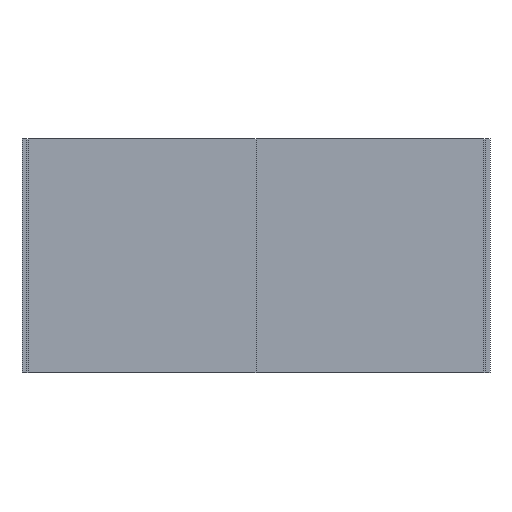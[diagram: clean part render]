
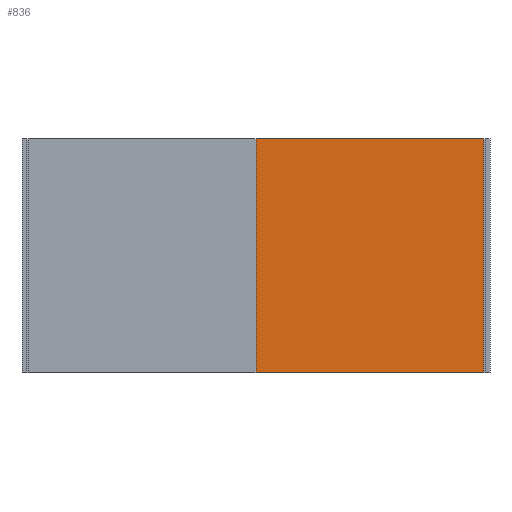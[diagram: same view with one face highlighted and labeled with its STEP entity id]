
A CAD part, front view. The second image highlights one B-rep face of the part: STEP entity #836.
In plain terms, the highlighted planar face has unit normal (0, -1, 0).
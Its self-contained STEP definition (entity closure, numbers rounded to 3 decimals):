
#59 = PLANE('',#60);
#60 = AXIS2_PLACEMENT_3D('',#61,#62,#63);
#61 = CARTESIAN_POINT('',(0.,-4.864,328.86));
#62 = DIRECTION('',(-1.,0.,0.));
#63 = DIRECTION('',(0.,1.,0.));
#87 = PLANE('',#88);
#88 = AXIS2_PLACEMENT_3D('',#89,#90,#91);
#89 = CARTESIAN_POINT('',(0.,1.621,1242.36));
#90 = DIRECTION('',(0.,0.,-1.));
#91 = DIRECTION('',(-1.,0.,-0.));
#141 = PLANE('',#142);
#142 = AXIS2_PLACEMENT_3D('',#143,#144,#145);
#143 = CARTESIAN_POINT('',(0.,1.621,328.86));
#144 = DIRECTION('',(0.,0.,-1.));
#145 = DIRECTION('',(-1.,0.,-0.));
#728 = PLANE('',#729);
#729 = AXIS2_PLACEMENT_3D('',#730,#731,#732);
#730 = CARTESIAN_POINT('',(889.046,-11.348,328.86));
#731 = DIRECTION('',(-1.,0.,0.));
#732 = DIRECTION('',(0.,1.,0.));
#766 = VERTEX_POINT('',#767);
#767 = CARTESIAN_POINT('',(889.046,-4.864,1242.36));
#788 = EDGE_CURVE('',#789,#766,#791,.T.);
#789 = VERTEX_POINT('',#790);
#790 = CARTESIAN_POINT('',(889.046,-4.864,328.86));
#791 = SURFACE_CURVE('',#792,(#796,#803),.PCURVE_S1.);
#792 = LINE('',#793,#794);
#793 = CARTESIAN_POINT('',(889.046,-4.864,328.86));
#794 = VECTOR('',#795,1.);
#795 = DIRECTION('',(0.,0.,1.));
#796 = PCURVE('',#728,#797);
#797 = DEFINITIONAL_REPRESENTATION('',(#798),#802);
#798 = LINE('',#799,#800);
#799 = CARTESIAN_POINT('',(6.485,0.));
#800 = VECTOR('',#801,1.);
#801 = DIRECTION('',(0.,-1.));
#802 = ( GEOMETRIC_REPRESENTATION_CONTEXT(2) 
PARAMETRIC_REPRESENTATION_CONTEXT() REPRESENTATION_CONTEXT('2D SPACE',''
  ) );
#803 = PCURVE('',#804,#809);
#804 = PLANE('',#805);
#805 = AXIS2_PLACEMENT_3D('',#806,#807,#808);
#806 = CARTESIAN_POINT('',(889.046,-4.864,328.86));
#807 = DIRECTION('',(0.,-1.,0.));
#808 = DIRECTION('',(-1.,0.,0.));
#809 = DEFINITIONAL_REPRESENTATION('',(#810),#814);
#810 = LINE('',#811,#812);
#811 = CARTESIAN_POINT('',(0.,-0.));
#812 = VECTOR('',#813,1.);
#813 = DIRECTION('',(0.,-1.));
#814 = ( GEOMETRIC_REPRESENTATION_CONTEXT(2) 
PARAMETRIC_REPRESENTATION_CONTEXT() REPRESENTATION_CONTEXT('2D SPACE',''
  ) );
#836 = ADVANCED_FACE('',(#837),#804,.T.);
#837 = FACE_BOUND('',#838,.T.);
#838 = EDGE_LOOP('',(#839,#840,#863,#886));
#839 = ORIENTED_EDGE('',*,*,#788,.T.);
#840 = ORIENTED_EDGE('',*,*,#841,.T.);
#841 = EDGE_CURVE('',#766,#842,#844,.T.);
#842 = VERTEX_POINT('',#843);
#843 = CARTESIAN_POINT('',(0.,-4.864,1242.36));
#844 = SURFACE_CURVE('',#845,(#849,#856),.PCURVE_S1.);
#845 = LINE('',#846,#847);
#846 = CARTESIAN_POINT('',(889.046,-4.864,1242.36));
#847 = VECTOR('',#848,1.);
#848 = DIRECTION('',(-1.,0.,0.));
#849 = PCURVE('',#804,#850);
#850 = DEFINITIONAL_REPRESENTATION('',(#851),#855);
#851 = LINE('',#852,#853);
#852 = CARTESIAN_POINT('',(0.,-913.5));
#853 = VECTOR('',#854,1.);
#854 = DIRECTION('',(1.,0.));
#855 = ( GEOMETRIC_REPRESENTATION_CONTEXT(2) 
PARAMETRIC_REPRESENTATION_CONTEXT() REPRESENTATION_CONTEXT('2D SPACE',''
  ) );
#856 = PCURVE('',#87,#857);
#857 = DEFINITIONAL_REPRESENTATION('',(#858),#862);
#858 = LINE('',#859,#860);
#859 = CARTESIAN_POINT('',(-889.046,-6.485));
#860 = VECTOR('',#861,1.);
#861 = DIRECTION('',(1.,0.));
#862 = ( GEOMETRIC_REPRESENTATION_CONTEXT(2) 
PARAMETRIC_REPRESENTATION_CONTEXT() REPRESENTATION_CONTEXT('2D SPACE',''
  ) );
#863 = ORIENTED_EDGE('',*,*,#864,.F.);
#864 = EDGE_CURVE('',#865,#842,#867,.T.);
#865 = VERTEX_POINT('',#866);
#866 = CARTESIAN_POINT('',(0.,-4.864,328.86));
#867 = SURFACE_CURVE('',#868,(#872,#879),.PCURVE_S1.);
#868 = LINE('',#869,#870);
#869 = CARTESIAN_POINT('',(0.,-4.864,328.86));
#870 = VECTOR('',#871,1.);
#871 = DIRECTION('',(0.,0.,1.));
#872 = PCURVE('',#804,#873);
#873 = DEFINITIONAL_REPRESENTATION('',(#874),#878);
#874 = LINE('',#875,#876);
#875 = CARTESIAN_POINT('',(889.046,0.));
#876 = VECTOR('',#877,1.);
#877 = DIRECTION('',(0.,-1.));
#878 = ( GEOMETRIC_REPRESENTATION_CONTEXT(2) 
PARAMETRIC_REPRESENTATION_CONTEXT() REPRESENTATION_CONTEXT('2D SPACE',''
  ) );
#879 = PCURVE('',#59,#880);
#880 = DEFINITIONAL_REPRESENTATION('',(#881),#885);
#881 = LINE('',#882,#883);
#882 = CARTESIAN_POINT('',(0.,0.));
#883 = VECTOR('',#884,1.);
#884 = DIRECTION('',(0.,-1.));
#885 = ( GEOMETRIC_REPRESENTATION_CONTEXT(2) 
PARAMETRIC_REPRESENTATION_CONTEXT() REPRESENTATION_CONTEXT('2D SPACE',''
  ) );
#886 = ORIENTED_EDGE('',*,*,#887,.F.);
#887 = EDGE_CURVE('',#789,#865,#888,.T.);
#888 = SURFACE_CURVE('',#889,(#893,#900),.PCURVE_S1.);
#889 = LINE('',#890,#891);
#890 = CARTESIAN_POINT('',(889.046,-4.864,328.86));
#891 = VECTOR('',#892,1.);
#892 = DIRECTION('',(-1.,0.,0.));
#893 = PCURVE('',#804,#894);
#894 = DEFINITIONAL_REPRESENTATION('',(#895),#899);
#895 = LINE('',#896,#897);
#896 = CARTESIAN_POINT('',(0.,-0.));
#897 = VECTOR('',#898,1.);
#898 = DIRECTION('',(1.,0.));
#899 = ( GEOMETRIC_REPRESENTATION_CONTEXT(2) 
PARAMETRIC_REPRESENTATION_CONTEXT() REPRESENTATION_CONTEXT('2D SPACE',''
  ) );
#900 = PCURVE('',#141,#901);
#901 = DEFINITIONAL_REPRESENTATION('',(#902),#906);
#902 = LINE('',#903,#904);
#903 = CARTESIAN_POINT('',(-889.046,-6.485));
#904 = VECTOR('',#905,1.);
#905 = DIRECTION('',(1.,0.));
#906 = ( GEOMETRIC_REPRESENTATION_CONTEXT(2) 
PARAMETRIC_REPRESENTATION_CONTEXT() REPRESENTATION_CONTEXT('2D SPACE',''
  ) );
